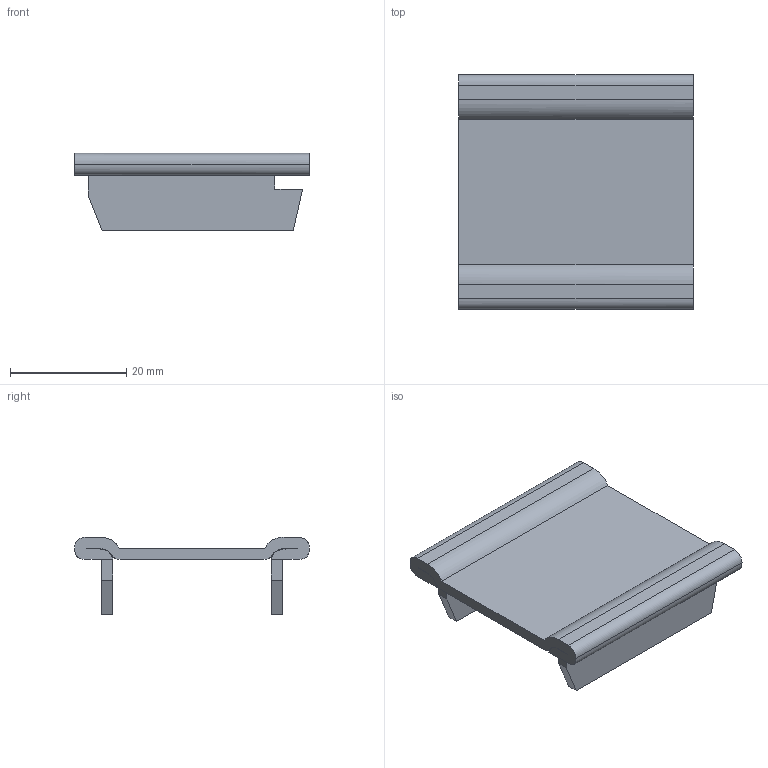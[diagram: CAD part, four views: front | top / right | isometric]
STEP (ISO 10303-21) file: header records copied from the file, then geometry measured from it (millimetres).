
FILE_DESCRIPTION(('TurboCAD Mac Pro'),'Build 980');
FILE_NAME('P1280.stp',' ',(''),(''),'ACIS Interop','IMSI','TurboCAD Mac Pro BY IMSI, INCORPORATED');
FILE_SCHEMA(('automotive_design'));
Length unit declared in the file: inch
Products named in the file (2): 1; 2
Bounding box: 40.48 x 40.46 x 13.33 mm (x, y, z)
Volume: 5262 mm3; surface area: 6006.7 mm2
Topology: 1 solids, 1 shells, 46 faces, 128 edges, 84 vertices
Faces by surface type: plane 32, bspline 14
Entity records: 2244 total; most frequent: CARTESIAN_POINT 472, ORIENTED_EDGE 256, DIRECTION 182, EDGE_CURVE 128, LINE 114, VECTOR 114, VERTEX_POINT 84, STYLED_ITEM 75
